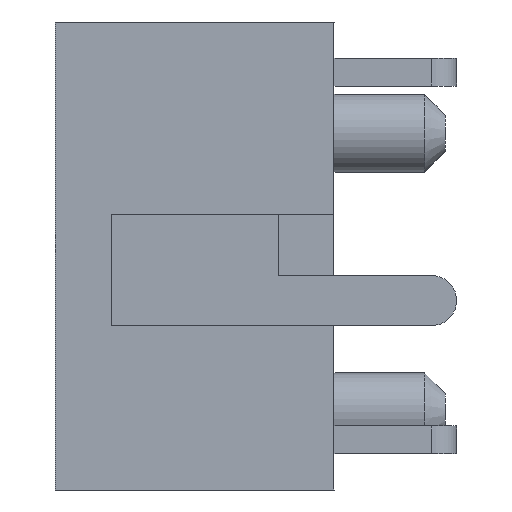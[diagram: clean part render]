
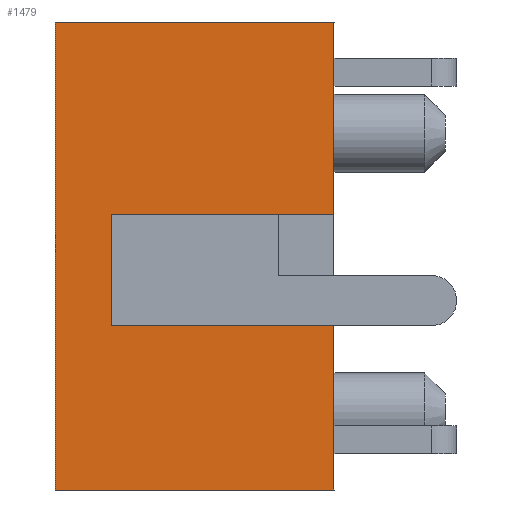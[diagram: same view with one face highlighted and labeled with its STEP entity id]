
A CAD part, left-side view. The second image highlights one B-rep face of the part: STEP entity #1479.
In plain terms, the highlighted planar face has unit normal (-1, 0, 0).
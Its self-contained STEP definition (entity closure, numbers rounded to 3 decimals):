
#3 = VECTOR ( 'NONE', #66, 1000. ) ;
#32 = EDGE_CURVE ( 'NONE', #373, #1488, #1686, .T. ) ;
#66 = DIRECTION ( 'NONE',  ( 0., 0., 1. ) ) ;
#113 = VERTEX_POINT ( 'NONE', #1684 ) ;
#153 = DIRECTION ( 'NONE',  ( 0., 0., 1. ) ) ;
#164 = DIRECTION ( 'NONE',  ( 0., -1., 0. ) ) ;
#213 = DIRECTION ( 'NONE',  ( 0., -1., 0. ) ) ;
#258 = VECTOR ( 'NONE', #462, 1000. ) ;
#326 = ORIENTED_EDGE ( 'NONE', *, *, #363, .F. ) ;
#352 = ORIENTED_EDGE ( 'NONE', *, *, #641, .F. ) ;
#355 = VERTEX_POINT ( 'NONE', #646 ) ;
#362 = LINE ( 'NONE', #738, #3 ) ;
#363 = EDGE_CURVE ( 'NONE', #636, #986, #1160, .T. ) ;
#373 = VERTEX_POINT ( 'NONE', #1035 ) ;
#439 = ORIENTED_EDGE ( 'NONE', *, *, #483, .F. ) ;
#462 = DIRECTION ( 'NONE',  ( 0., -1., 0. ) ) ;
#483 = EDGE_CURVE ( 'NONE', #355, #373, #894, .T. ) ;
#490 = EDGE_CURVE ( 'NONE', #355, #113, #870, .T. ) ;
#492 = LINE ( 'NONE', #989, #1634 ) ;
#520 = ORIENTED_EDGE ( 'NONE', *, *, #747, .T. ) ;
#604 = EDGE_CURVE ( 'NONE', #636, #1476, #492, .T. ) ;
#636 = VERTEX_POINT ( 'NONE', #853 ) ;
#641 = EDGE_CURVE ( 'NONE', #986, #813, #1597, .T. ) ;
#642 = CARTESIAN_POINT ( 'NONE',  ( -13., -2.5, -0.45 ) ) ;
#646 = CARTESIAN_POINT ( 'NONE',  ( -13., 1.5, 1.55 ) ) ;
#654 = ORIENTED_EDGE ( 'NONE', *, *, #1677, .T. ) ;
#683 = DIRECTION ( 'NONE',  ( 0., 0., 1. ) ) ;
#694 = ORIENTED_EDGE ( 'NONE', *, *, #490, .T. ) ;
#725 = CARTESIAN_POINT ( 'NONE',  ( -13., 1.5, 1.55 ) ) ;
#738 = CARTESIAN_POINT ( 'NONE',  ( -13., -2.5, 5. ) ) ;
#741 = VECTOR ( 'NONE', #213, 1000. ) ;
#747 = EDGE_CURVE ( 'NONE', #113, #813, #362, .T. ) ;
#755 = LINE ( 'NONE', #975, #1305 ) ;
#759 = CARTESIAN_POINT ( 'NONE',  ( -13., 1.5, -0.45 ) ) ;
#769 = CARTESIAN_POINT ( 'NONE',  ( -13., 1.5, 1.55 ) ) ;
#795 = FACE_OUTER_BOUND ( 'NONE', #1206, .T. ) ;
#813 = VERTEX_POINT ( 'NONE', #1004 ) ;
#821 = VECTOR ( 'NONE', #877, 1000. ) ;
#853 = CARTESIAN_POINT ( 'NONE',  ( -13., 2.5, -3.4 ) ) ;
#870 = LINE ( 'NONE', #725, #1020 ) ;
#877 = DIRECTION ( 'NONE',  ( 0., 0., -1. ) ) ;
#894 = LINE ( 'NONE', #769, #821 ) ;
#934 = CARTESIAN_POINT ( 'NONE',  ( -13., -2.5, -3.4 ) ) ;
#975 = CARTESIAN_POINT ( 'NONE',  ( -13., -2.5, 5. ) ) ;
#986 = VERTEX_POINT ( 'NONE', #1531 ) ;
#989 = CARTESIAN_POINT ( 'NONE',  ( -13., 2.5, -3.4 ) ) ;
#1004 = CARTESIAN_POINT ( 'NONE',  ( -13., -2.5, 5. ) ) ;
#1020 = VECTOR ( 'NONE', #1640, 1000. ) ;
#1035 = CARTESIAN_POINT ( 'NONE',  ( -13., 1.5, -0.45 ) ) ;
#1160 = LINE ( 'NONE', #1226, #1485 ) ;
#1200 = CARTESIAN_POINT ( 'NONE',  ( -13., 2.5, 5. ) ) ;
#1206 = EDGE_LOOP ( 'NONE', ( #439, #694, #520, #352, #326, #1606, #654, #1279 ) ) ;
#1226 = CARTESIAN_POINT ( 'NONE',  ( -13., 2.5, 5. ) ) ;
#1265 = CARTESIAN_POINT ( 'NONE',  ( -13., 2.5, 5. ) ) ;
#1279 = ORIENTED_EDGE ( 'NONE', *, *, #32, .F. ) ;
#1305 = VECTOR ( 'NONE', #153, 1000. ) ;
#1428 = AXIS2_PLACEMENT_3D ( 'NONE', #1200, #1584, #1572 ) ;
#1464 = PLANE ( 'NONE',  #1428 ) ;
#1476 = VERTEX_POINT ( 'NONE', #934 ) ;
#1479 = ADVANCED_FACE ( 'NONE', ( #795 ), #1464, .F. ) ;
#1485 = VECTOR ( 'NONE', #683, 1000. ) ;
#1488 = VERTEX_POINT ( 'NONE', #642 ) ;
#1531 = CARTESIAN_POINT ( 'NONE',  ( -13., 2.5, 5. ) ) ;
#1572 = DIRECTION ( 'NONE',  ( 0., 0., -1. ) ) ;
#1584 = DIRECTION ( 'NONE',  ( 1., 0., 0. ) ) ;
#1597 = LINE ( 'NONE', #1265, #258 ) ;
#1606 = ORIENTED_EDGE ( 'NONE', *, *, #604, .T. ) ;
#1634 = VECTOR ( 'NONE', #164, 1000. ) ;
#1640 = DIRECTION ( 'NONE',  ( 0., -1., 0. ) ) ;
#1677 = EDGE_CURVE ( 'NONE', #1476, #1488, #755, .T. ) ;
#1684 = CARTESIAN_POINT ( 'NONE',  ( -13., -2.5, 1.55 ) ) ;
#1686 = LINE ( 'NONE', #759, #741 ) ;
